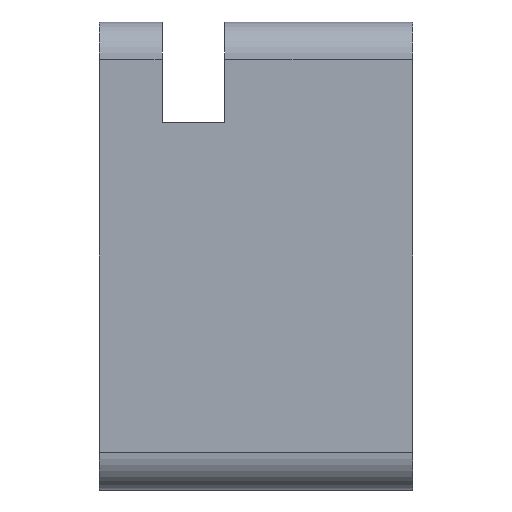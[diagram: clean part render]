
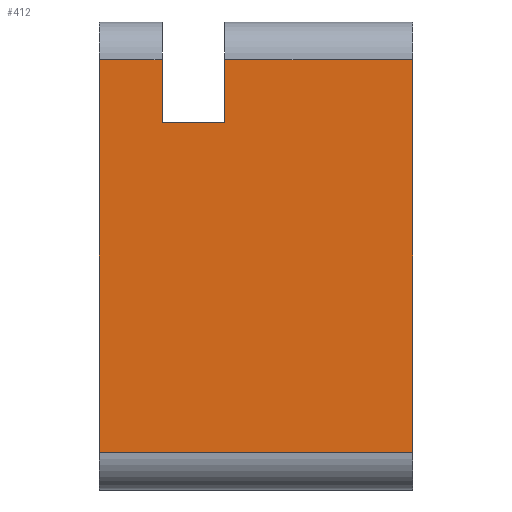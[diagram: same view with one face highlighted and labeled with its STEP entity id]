
A CAD part, front view. The second image highlights one B-rep face of the part: STEP entity #412.
In plain terms, the highlighted planar face has unit normal (0, -1, 0).
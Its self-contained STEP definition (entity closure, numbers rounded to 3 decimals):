
#16=DIRECTION('',(0.,0.,-1.));
#17=VECTOR('',#16,31.369);
#18=CARTESIAN_POINT('',(0.,0.,1.));
#19=LINE('',#18,#17);
#69=DIRECTION('',(1.,0.,0.));
#70=VECTOR('',#69,5.);
#71=CARTESIAN_POINT('',(5.,0.,-4.));
#72=LINE('',#71,#70);
#73=DIRECTION('',(0.,0.,-1.));
#74=VECTOR('',#73,5.);
#75=CARTESIAN_POINT('',(10.,0.,1.));
#76=LINE('',#75,#74);
#77=DIRECTION('',(-1.,0.,0.));
#78=VECTOR('',#77,15.);
#79=CARTESIAN_POINT('',(25.,0.,1.));
#80=LINE('',#79,#78);
#81=DIRECTION('',(-1.,0.,0.));
#82=VECTOR('',#81,25.);
#83=CARTESIAN_POINT('',(25.,0.,-30.369));
#84=LINE('',#83,#82);
#85=DIRECTION('',(-1.,0.,0.));
#86=VECTOR('',#85,5.);
#87=CARTESIAN_POINT('',(5.,0.,1.));
#88=LINE('',#87,#86);
#89=DIRECTION('',(0.,0.,-1.));
#90=VECTOR('',#89,5.);
#91=CARTESIAN_POINT('',(5.,0.,1.));
#92=LINE('',#91,#90);
#217=DIRECTION('',(0.,0.,-1.));
#218=VECTOR('',#217,31.369);
#219=CARTESIAN_POINT('',(25.,0.,1.));
#220=LINE('',#219,#218);
#245=CARTESIAN_POINT('',(10.,0.,-4.));
#247=VERTEX_POINT('',#245);
#250=CARTESIAN_POINT('',(5.,0.,-4.));
#252=VERTEX_POINT('',#250);
#253=CARTESIAN_POINT('',(0.,0.,1.));
#255=VERTEX_POINT('',#253);
#258=CARTESIAN_POINT('',(25.,0.,1.));
#260=VERTEX_POINT('',#258);
#262=CARTESIAN_POINT('',(0.,0.,-30.369));
#264=VERTEX_POINT('',#262);
#265=CARTESIAN_POINT('',(25.,0.,-30.369));
#266=VERTEX_POINT('',#265);
#285=CARTESIAN_POINT('',(10.,0.,1.));
#286=VERTEX_POINT('',#285);
#287=CARTESIAN_POINT('',(5.,0.,1.));
#288=VERTEX_POINT('',#287);
#392=CARTESIAN_POINT('',(0.,0.,4.));
#393=DIRECTION('',(0.,-1.,0.));
#394=DIRECTION('',(0.,0.,-1.));
#395=AXIS2_PLACEMENT_3D('',#392,#393,#394);
#396=PLANE('',#395);
#397=ORIENTED_EDGE('',*,*,#383,.T.);
#398=ORIENTED_EDGE('',*,*,#367,.F.);
#400=ORIENTED_EDGE('',*,*,#399,.F.);
#402=ORIENTED_EDGE('',*,*,#401,.T.);
#404=ORIENTED_EDGE('',*,*,#403,.T.);
#405=ORIENTED_EDGE('',*,*,#300,.F.);
#407=ORIENTED_EDGE('',*,*,#406,.F.);
#409=ORIENTED_EDGE('',*,*,#408,.T.);
#410=EDGE_LOOP('',(#397,#398,#400,#402,#404,#405,#407,#409));
#411=FACE_OUTER_BOUND('',#410,.F.);
#412=ADVANCED_FACE('',(#411),#396,.T.);
#300=EDGE_CURVE('',#255,#264,#19,.T.);
#367=EDGE_CURVE('',#286,#247,#76,.T.);
#383=EDGE_CURVE('',#252,#247,#72,.T.);
#399=EDGE_CURVE('',#260,#286,#80,.T.);
#401=EDGE_CURVE('',#260,#266,#220,.T.);
#403=EDGE_CURVE('',#266,#264,#84,.T.);
#406=EDGE_CURVE('',#288,#255,#88,.T.);
#408=EDGE_CURVE('',#288,#252,#92,.T.);
